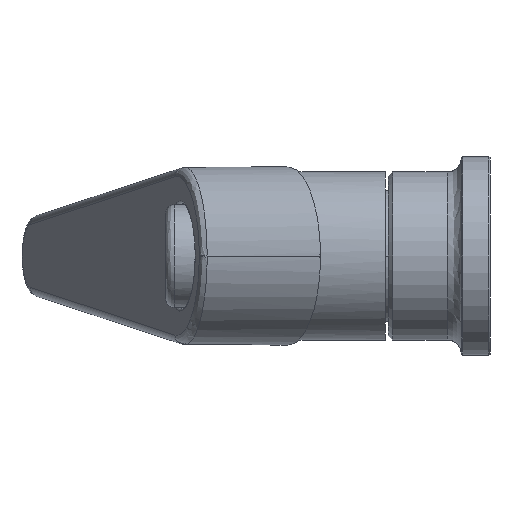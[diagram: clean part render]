
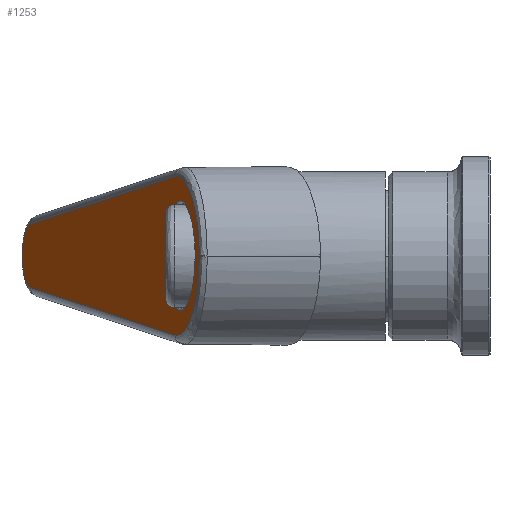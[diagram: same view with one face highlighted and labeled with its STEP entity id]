
A CAD part, left-side view. The second image highlights one B-rep face of the part: STEP entity #1253.
In plain terms, the highlighted planar face has unit normal (-0.259, 0.966, 0).
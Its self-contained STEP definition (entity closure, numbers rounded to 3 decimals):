
#537=EDGE_CURVE('NONE',#627,#787,#1510,.T.);
#627=VERTEX_POINT('NONE',#1608);
#743=EDGE_CURVE('NONE',#773,#829,#1745,.T.);
#755=EDGE_CURVE('NONE',#787,#1235,#1760,.T.);
#773=VERTEX_POINT('NONE',#1780);
#787=VERTEX_POINT('NONE',#1795);
#819=EDGE_CURVE('NONE',#1241,#627,#1834,.T.);
#829=VERTEX_POINT('NONE',#1844);
#905=VERTEX_POINT('NONE',#1928);
#943=EDGE_CURVE('NONE',#1173,#1207,#1966,.T.);
#977=EDGE_CURVE('NONE',#829,#905,#2004,.T.);
#1063=EDGE_CURVE('NONE',#1235,#773,#2101,.T.);
#1155=EDGE_CURVE('NONE',#1207,#1173,#2201,.T.);
#1173=VERTEX_POINT('NONE',#2220);
#1207=VERTEX_POINT('NONE',#2258);
#1235=VERTEX_POINT('NONE',#2290);
#1241=VERTEX_POINT('NONE',#2296);
#1253=ADVANCED_FACE('NONE',(#2311,#2312),#2313,.F.);
#1295=EDGE_CURVE('NONE',#905,#1241,#2360,.T.);
#1510=LINE('',#2621,#2622);
#1608=CARTESIAN_POINT('',(-12.518,51.046,0.));
#1745=B_SPLINE_CURVE_WITH_KNOTS('',3,(#3200,#3201,#3202,#3203,#3204,#3205,#3206,#3207,#3208,#3209),.UNSPECIFIED.,.F.,.F.,(4,2,2,2,4),(0.0,0.25,0.5,0.75,1.0),.UNSPECIFIED.);
#1760=B_SPLINE_CURVE_WITH_KNOTS('',3,(#3263,#3264,#3265,#3266,#3267,#3268,#3269,#3270,#3271,#3272,#3273,#3274,#3275,#3276,#3277,#3278,#3279,#3280),.UNSPECIFIED.,.F.,.F.,(4,2,2,2,2,2,2,2,4),(0.0,0.125,0.25,0.375,0.5,0.625,0.75,0.875,1.0),.UNSPECIFIED.);
#1780=CARTESIAN_POINT('',(98.156,80.701,-5.529));
#1795=CARTESIAN_POINT('',(-12.516,51.046,-0.145));
#1834=B_SPLINE_CURVE_WITH_KNOTS('',3,(#3596,#3597,#3598,#3599,#3600,#3601,#3602,#3603,#3604,#3605,#3606,#3607,#3608,#3609,#3610,#3611,#3612,#3613),.UNSPECIFIED.,.F.,.F.,(4,2,2,2,2,2,2,2,4),(0.0,0.126,0.252,0.378,0.503,0.629,0.755,0.881,1.0),.UNSPECIFIED.);
#1844=CARTESIAN_POINT('',(103.389,82.103,0.));
#1928=CARTESIAN_POINT('',(98.156,80.701,5.529));
#1966=B_SPLINE_CURVE_WITH_KNOTS('',3,(#3996,#3997,#3998,#3999,#4000,#4001,#4002,#4003,#4004,#4005,#4006,#4007,#4008,#4009,#4010,#4011,#4012,#4013),.UNSPECIFIED.,.F.,.F.,(4,2,2,2,2,2,2,2,4),(0.0,0.125,0.25,0.375,0.5,0.625,0.75,0.875,1.0),.UNSPECIFIED.);
#2004=B_SPLINE_CURVE_WITH_KNOTS('',3,(#4078,#4079,#4080,#4081,#4082,#4083,#4084,#4085,#4086,#4087),.UNSPECIFIED.,.F.,.F.,(4,2,2,2,4),(0.0,0.25,0.5,0.75,1.0),.UNSPECIFIED.);
#2101=LINE('',#4438,#4439);
#2201=B_SPLINE_CURVE_WITH_KNOTS('',3,(#4826,#4827,#4828,#4829,#4830,#4831,#4832,#4833,#4834,#4835,#4836,#4837,#4838,#4839,#4840,#4841,#4842,#4843),.UNSPECIFIED.,.F.,.F.,(4,2,2,2,2,2,2,2,4),(0.0,0.125,0.25,0.375,0.5,0.625,0.75,0.875,1.0),.UNSPECIFIED.);
#2220=CARTESIAN_POINT('',(-9.829,51.766,0.));
#2258=CARTESIAN_POINT('',(9.571,56.964,0.));
#2290=CARTESIAN_POINT('',(3.346,55.297,-13.874));
#2296=CARTESIAN_POINT('',(3.346,55.297,13.874));
#2311=FACE_OUTER_BOUND('',#5169,.T.);
#2312=FACE_BOUND('',#5170,.T.);
#2313=PLANE('',#5171);
#2360=LINE('',#5308,#5309);
#2621=CARTESIAN_POINT('',(-12.518,51.046,0.));
#2622=VECTOR('',#5729,1000.0);
#3200=CARTESIAN_POINT('',(98.156,80.701,-5.529));
#3201=CARTESIAN_POINT('',(98.833,80.882,-5.469));
#3202=CARTESIAN_POINT('',(99.5,81.061,-5.284));
#3203=CARTESIAN_POINT('',(100.73,81.39,-4.684));
#3204=CARTESIAN_POINT('',(101.292,81.541,-4.27));
#3205=CARTESIAN_POINT('',(102.243,81.796,-3.266));
#3206=CARTESIAN_POINT('',(102.631,81.9,-2.676));
#3207=CARTESIAN_POINT('',(103.183,82.048,-1.393));
#3208=CARTESIAN_POINT('',(103.347,82.092,-0.7));
#3209=CARTESIAN_POINT('',(103.389,82.103,0.));
#3263=CARTESIAN_POINT('',(-12.516,51.046,-0.145));
#3264=CARTESIAN_POINT('',(-12.493,51.052,-1.109));
#3265=CARTESIAN_POINT('',(-12.369,51.086,-2.07));
#3266=CARTESIAN_POINT('',(-11.921,51.206,-3.948));
#3267=CARTESIAN_POINT('',(-11.598,51.292,-4.865));
#3268=CARTESIAN_POINT('',(-10.766,51.515,-6.614));
#3269=CARTESIAN_POINT('',(-10.258,51.651,-7.447));
#3270=CARTESIAN_POINT('',(-9.077,51.968,-8.995));
#3271=CARTESIAN_POINT('',(-8.404,52.148,-9.71));
#3272=CARTESIAN_POINT('',(-6.922,52.545,-10.993));
#3273=CARTESIAN_POINT('',(-6.114,52.762,-11.56));
#3274=CARTESIAN_POINT('',(-4.393,53.223,-12.523));
#3275=CARTESIAN_POINT('',(-3.482,53.467,-12.919));
#3276=CARTESIAN_POINT('',(-1.595,53.973,-13.522));
#3277=CARTESIAN_POINT('',(-0.62,54.234,-13.73));
#3278=CARTESIAN_POINT('',(1.356,54.763,-13.95));
#3279=CARTESIAN_POINT('',(2.355,55.031,-13.961));
#3280=CARTESIAN_POINT('',(3.346,55.297,-13.874));
#3596=CARTESIAN_POINT('',(3.346,55.297,13.874));
#3597=CARTESIAN_POINT('',(2.342,55.028,13.962));
#3598=CARTESIAN_POINT('',(1.33,54.756,13.949));
#3599=CARTESIAN_POINT('',(-0.671,54.22,13.722));
#3600=CARTESIAN_POINT('',(-1.659,53.956,13.508));
#3601=CARTESIAN_POINT('',(-3.567,53.444,12.886));
#3602=CARTESIAN_POINT('',(-4.487,53.198,12.479));
#3603=CARTESIAN_POINT('',(-6.222,52.733,11.49));
#3604=CARTESIAN_POINT('',(-7.035,52.515,10.908));
#3605=CARTESIAN_POINT('',(-8.522,52.117,9.593));
#3606=CARTESIAN_POINT('',(-9.194,51.936,8.861));
#3607=CARTESIAN_POINT('',(-10.369,51.622,7.277));
#3608=CARTESIAN_POINT('',(-10.872,51.487,6.426));
#3609=CARTESIAN_POINT('',(-11.685,51.269,4.64));
#3610=CARTESIAN_POINT('',(-11.996,51.186,3.706));
#3611=CARTESIAN_POINT('',(-12.401,51.077,1.847));
#3612=CARTESIAN_POINT('',(-12.507,51.049,0.924));
#3613=CARTESIAN_POINT('',(-12.518,51.046,0.));
#3996=CARTESIAN_POINT('',(-9.829,51.766,0.));
#3997=CARTESIAN_POINT('',(-9.829,51.766,1.27));
#3998=CARTESIAN_POINT('',(-9.577,51.834,2.539));
#3999=CARTESIAN_POINT('',(-8.605,52.094,4.885));
#4000=CARTESIAN_POINT('',(-7.886,52.287,5.961));
#4001=CARTESIAN_POINT('',(-6.091,52.768,7.757));
#4002=CARTESIAN_POINT('',(-5.015,53.056,8.476));
#4003=CARTESIAN_POINT('',(-2.668,53.685,9.448));
#4004=CARTESIAN_POINT('',(-1.399,54.025,9.7));
#4005=CARTESIAN_POINT('',(1.14,54.706,9.7));
#4006=CARTESIAN_POINT('',(2.41,55.046,9.448));
#4007=CARTESIAN_POINT('',(4.756,55.674,8.476));
#4008=CARTESIAN_POINT('',(5.832,55.963,7.757));
#4009=CARTESIAN_POINT('',(7.627,56.444,5.961));
#4010=CARTESIAN_POINT('',(8.346,56.636,4.885));
#4011=CARTESIAN_POINT('',(9.318,56.897,2.539));
#4012=CARTESIAN_POINT('',(9.571,56.964,1.27));
#4013=CARTESIAN_POINT('',(9.571,56.964,0.));
#4078=CARTESIAN_POINT('',(103.389,82.103,0.));
#4079=CARTESIAN_POINT('',(103.347,82.092,0.7));
#4080=CARTESIAN_POINT('',(103.183,82.048,1.393));
#4081=CARTESIAN_POINT('',(102.631,81.9,2.676));
#4082=CARTESIAN_POINT('',(102.243,81.796,3.266));
#4083=CARTESIAN_POINT('',(101.292,81.541,4.27));
#4084=CARTESIAN_POINT('',(100.73,81.39,4.684));
#4085=CARTESIAN_POINT('',(99.5,81.061,5.284));
#4086=CARTESIAN_POINT('',(98.833,80.882,5.469));
#4087=CARTESIAN_POINT('',(98.156,80.701,5.529));
#4438=CARTESIAN_POINT('',(3.346,55.297,-13.874));
#4439=VECTOR('',#6385,1000.0);
#4826=CARTESIAN_POINT('',(9.571,56.964,0.));
#4827=CARTESIAN_POINT('',(9.571,56.964,-1.27));
#4828=CARTESIAN_POINT('',(9.318,56.897,-2.539));
#4829=CARTESIAN_POINT('',(8.346,56.636,-4.885));
#4830=CARTESIAN_POINT('',(7.627,56.444,-5.961));
#4831=CARTESIAN_POINT('',(5.832,55.963,-7.757));
#4832=CARTESIAN_POINT('',(4.756,55.674,-8.476));
#4833=CARTESIAN_POINT('',(2.41,55.046,-9.448));
#4834=CARTESIAN_POINT('',(1.14,54.706,-9.7));
#4835=CARTESIAN_POINT('',(-1.399,54.025,-9.7));
#4836=CARTESIAN_POINT('',(-2.668,53.685,-9.448));
#4837=CARTESIAN_POINT('',(-5.015,53.056,-8.476));
#4838=CARTESIAN_POINT('',(-6.091,52.768,-7.757));
#4839=CARTESIAN_POINT('',(-7.886,52.287,-5.961));
#4840=CARTESIAN_POINT('',(-8.605,52.094,-4.885));
#4841=CARTESIAN_POINT('',(-9.577,51.834,-2.539));
#4842=CARTESIAN_POINT('',(-9.829,51.766,-1.27));
#4843=CARTESIAN_POINT('',(-9.829,51.766,0.));
#5169=EDGE_LOOP('',(#6574,#6575,#6576,#6577,#6578,#6579,#6580));
#5170=EDGE_LOOP('',(#6581,#6582));
#5171=AXIS2_PLACEMENT_3D('',#6583,#6584,#6585);
#5308=CARTESIAN_POINT('',(98.156,80.701,5.529));
#5309=VECTOR('',#6628,1000.0);
#5729=DIRECTION('',(0.018,0.005,-1.));
#6385=DIRECTION('',(0.962,0.258,0.085));
#6574=ORIENTED_EDGE('',*,*,#743,.F.);
#6575=ORIENTED_EDGE('',*,*,#1063,.F.);
#6576=ORIENTED_EDGE('',*,*,#755,.F.);
#6577=ORIENTED_EDGE('',*,*,#537,.F.);
#6578=ORIENTED_EDGE('',*,*,#819,.F.);
#6579=ORIENTED_EDGE('',*,*,#1295,.F.);
#6580=ORIENTED_EDGE('',*,*,#977,.F.);
#6581=ORIENTED_EDGE('',*,*,#1155,.F.);
#6582=ORIENTED_EDGE('',*,*,#943,.F.);
#6583=CARTESIAN_POINT('',(0.,54.4,15.75));
#6584=DIRECTION('',(0.259,-0.966,0.0));
#6585=DIRECTION('',(0.0,0.0,-1.0));
#6628=DIRECTION('',(-0.962,-0.258,0.085));
